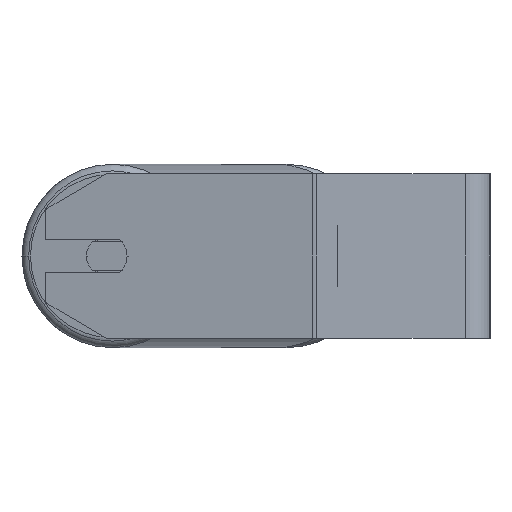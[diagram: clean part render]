
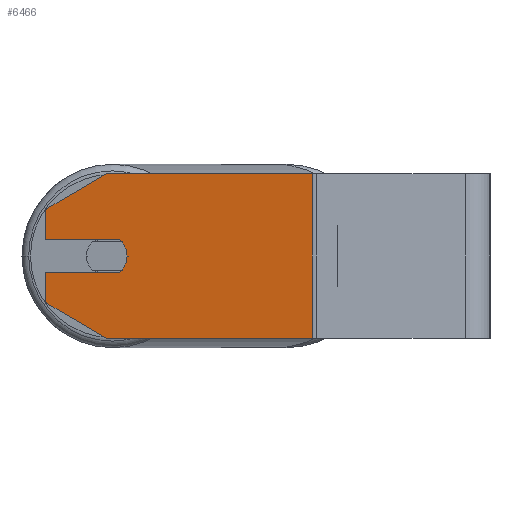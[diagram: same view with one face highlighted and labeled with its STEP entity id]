
A CAD part, left-side view. The second image highlights one B-rep face of the part: STEP entity #6466.
In plain terms, the highlighted planar face has unit normal (-0.985, 0.174, 0).
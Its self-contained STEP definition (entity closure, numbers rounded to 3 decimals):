
#141 = DIRECTION ( 'NONE',  ( 0.985, -0.174, 0. ) ) ;
#440 = LINE ( 'NONE', #3122, #1225 ) ;
#632 = AXIS2_PLACEMENT_3D ( 'NONE', #1135, #6496, #2384 ) ;
#693 = ORIENTED_EDGE ( 'NONE', *, *, #3435, .F. ) ;
#752 = CARTESIAN_POINT ( 'NONE',  ( -738.277, 180.081, -8. ) ) ;
#765 = VERTEX_POINT ( 'NONE', #752 ) ;
#776 = CARTESIAN_POINT ( 'NONE',  ( -754.818, 86.275, 40. ) ) ;
#848 = DIRECTION ( 'NONE',  ( -0.174, -0.985, 0. ) ) ;
#874 = CARTESIAN_POINT ( 'NONE',  ( -737.235, 185.99, 0. ) ) ;
#917 = EDGE_CURVE ( 'NONE', #1387, #5486, #440, .T. ) ;
#1033 = EDGE_LOOP ( 'NONE', ( #5751, #7995, #6410, #7180, #2957, #1044, #693, #3155, #8039, #4526, #1211 ) ) ;
#1044 = ORIENTED_EDGE ( 'NONE', *, *, #2583, .F. ) ;
#1135 = CARTESIAN_POINT ( 'NONE',  ( -737.235, 185.99, 0. ) ) ;
#1211 = ORIENTED_EDGE ( 'NONE', *, *, #6493, .F. ) ;
#1212 = CARTESIAN_POINT ( 'NONE',  ( -754.818, 86.275, 40. ) ) ;
#1225 = VECTOR ( 'NONE', #5839, 1000. ) ;
#1387 = VERTEX_POINT ( 'NONE', #7376 ) ;
#1416 = CARTESIAN_POINT ( 'NONE',  ( -754.818, 86.275, -40. ) ) ;
#1736 = EDGE_CURVE ( 'NONE', #2045, #2765, #6684, .T. ) ;
#1808 = VECTOR ( 'NONE', #7764, 1000. ) ;
#1912 = LINE ( 'NONE', #6441, #6215 ) ;
#1921 = EDGE_CURVE ( 'NONE', #4845, #765, #6338, .T. ) ;
#2045 = VERTEX_POINT ( 'NONE', #6498 ) ;
#2112 = LINE ( 'NONE', #8228, #6275 ) ;
#2243 = DIRECTION ( 'NONE',  ( -0.174, -0.985, 0. ) ) ;
#2384 = DIRECTION ( 'NONE',  ( -0.174, -0.985, 0. ) ) ;
#2517 = CARTESIAN_POINT ( 'NONE',  ( -737.235, 185.99, 40. ) ) ;
#2583 = EDGE_CURVE ( 'NONE', #2675, #7891, #3336, .T. ) ;
#2611 = CARTESIAN_POINT ( 'NONE',  ( -732.026, 215.535, 40. ) ) ;
#2675 = VERTEX_POINT ( 'NONE', #776 ) ;
#2737 = DIRECTION ( 'NONE',  ( 0., 0., -1. ) ) ;
#2765 = VERTEX_POINT ( 'NONE', #8487 ) ;
#2820 = DIRECTION ( 'NONE',  ( -0.985, 0.174, 0. ) ) ;
#2857 = DIRECTION ( 'NONE',  ( 0.174, 0.985, 0. ) ) ;
#2885 = CARTESIAN_POINT ( 'NONE',  ( -738.972, 176.142, 0. ) ) ;
#2957 = ORIENTED_EDGE ( 'NONE', *, *, #3339, .T. ) ;
#3032 = AXIS2_PLACEMENT_3D ( 'NONE', #7691, #141, #8367 ) ;
#3054 = LINE ( 'NONE', #5053, #1808 ) ;
#3122 = CARTESIAN_POINT ( 'NONE',  ( -737.235, 185.99, -40. ) ) ;
#3155 = ORIENTED_EDGE ( 'NONE', *, *, #4094, .T. ) ;
#3336 = LINE ( 'NONE', #1212, #4772 ) ;
#3339 = EDGE_CURVE ( 'NONE', #5486, #7891, #3054, .T. ) ;
#3435 = EDGE_CURVE ( 'NONE', #3806, #2675, #4521, .T. ) ;
#3436 = VERTEX_POINT ( 'NONE', #7312 ) ;
#3733 = CIRCLE ( 'NONE', #8561, 10. ) ;
#3775 = DIRECTION ( 'NONE',  ( 0.15, 0.853, -0.5 ) ) ;
#3806 = VERTEX_POINT ( 'NONE', #2517 ) ;
#4094 = EDGE_CURVE ( 'NONE', #3806, #2045, #1912, .T. ) ;
#4203 = VERTEX_POINT ( 'NONE', #2885 ) ;
#4443 = CIRCLE ( 'NONE', #632, 10. ) ;
#4521 = LINE ( 'NONE', #7839, #8612 ) ;
#4526 = ORIENTED_EDGE ( 'NONE', *, *, #5308, .F. ) ;
#4772 = VECTOR ( 'NONE', #7912, 1000. ) ;
#4780 = CARTESIAN_POINT ( 'NONE',  ( -732.026, 215.535, -8. ) ) ;
#4845 = VERTEX_POINT ( 'NONE', #4780 ) ;
#4981 = PLANE ( 'NONE',  #3032 ) ;
#5053 = CARTESIAN_POINT ( 'NONE',  ( -732.026, 215.535, -40. ) ) ;
#5308 = EDGE_CURVE ( 'NONE', #3436, #2765, #7514, .T. ) ;
#5320 = EDGE_CURVE ( 'NONE', #4845, #1387, #2112, .T. ) ;
#5486 = VERTEX_POINT ( 'NONE', #7689 ) ;
#5751 = ORIENTED_EDGE ( 'NONE', *, *, #6248, .F. ) ;
#5839 = DIRECTION ( 'NONE',  ( -0.15, -0.853, -0.5 ) ) ;
#5902 = DIRECTION ( 'NONE',  ( -0.174, -0.985, 0. ) ) ;
#6147 = DIRECTION ( 'NONE',  ( 0., 0., -1. ) ) ;
#6215 = VECTOR ( 'NONE', #3775, 1000. ) ;
#6238 = CARTESIAN_POINT ( 'NONE',  ( -738.277, 180.081, 8. ) ) ;
#6248 = EDGE_CURVE ( 'NONE', #765, #4203, #4443, .T. ) ;
#6275 = VECTOR ( 'NONE', #6147, 1000. ) ;
#6338 = LINE ( 'NONE', #6952, #7311 ) ;
#6410 = ORIENTED_EDGE ( 'NONE', *, *, #5320, .T. ) ;
#6441 = CARTESIAN_POINT ( 'NONE',  ( -732.026, 215.535, 22.679 ) ) ;
#6466 = ADVANCED_FACE ( 'NONE', ( #6809 ), #4981, .F. ) ;
#6493 = EDGE_CURVE ( 'NONE', #4203, #3436, #3733, .T. ) ;
#6496 = DIRECTION ( 'NONE',  ( -0.985, 0.174, 0. ) ) ;
#6498 = CARTESIAN_POINT ( 'NONE',  ( -732.026, 215.535, 22.679 ) ) ;
#6684 = LINE ( 'NONE', #2611, #8443 ) ;
#6809 = FACE_OUTER_BOUND ( 'NONE', #1033, .T. ) ;
#6952 = CARTESIAN_POINT ( 'NONE',  ( -738.277, 180.081, -8. ) ) ;
#7180 = ORIENTED_EDGE ( 'NONE', *, *, #917, .T. ) ;
#7311 = VECTOR ( 'NONE', #848, 1000. ) ;
#7312 = CARTESIAN_POINT ( 'NONE',  ( -738.277, 180.081, 8. ) ) ;
#7376 = CARTESIAN_POINT ( 'NONE',  ( -732.026, 215.535, -22.679 ) ) ;
#7514 = LINE ( 'NONE', #6238, #7688 ) ;
#7688 = VECTOR ( 'NONE', #2857, 1000. ) ;
#7689 = CARTESIAN_POINT ( 'NONE',  ( -737.235, 185.99, -40. ) ) ;
#7691 = CARTESIAN_POINT ( 'NONE',  ( -732.026, 215.535, 40. ) ) ;
#7764 = DIRECTION ( 'NONE',  ( -0.174, -0.985, 0. ) ) ;
#7839 = CARTESIAN_POINT ( 'NONE',  ( -732.026, 215.535, 40. ) ) ;
#7891 = VERTEX_POINT ( 'NONE', #1416 ) ;
#7912 = DIRECTION ( 'NONE',  ( 0., 0., -1. ) ) ;
#7995 = ORIENTED_EDGE ( 'NONE', *, *, #1921, .F. ) ;
#8039 = ORIENTED_EDGE ( 'NONE', *, *, #1736, .T. ) ;
#8228 = CARTESIAN_POINT ( 'NONE',  ( -732.026, 215.535, 40. ) ) ;
#8367 = DIRECTION ( 'NONE',  ( 0.174, 0.985, 0. ) ) ;
#8443 = VECTOR ( 'NONE', #2737, 1000. ) ;
#8487 = CARTESIAN_POINT ( 'NONE',  ( -732.026, 215.535, 8. ) ) ;
#8561 = AXIS2_PLACEMENT_3D ( 'NONE', #874, #2820, #2243 ) ;
#8612 = VECTOR ( 'NONE', #5902, 1000. ) ;
